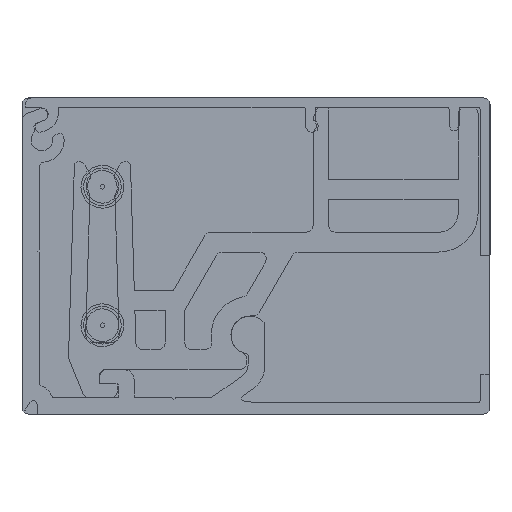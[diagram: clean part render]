
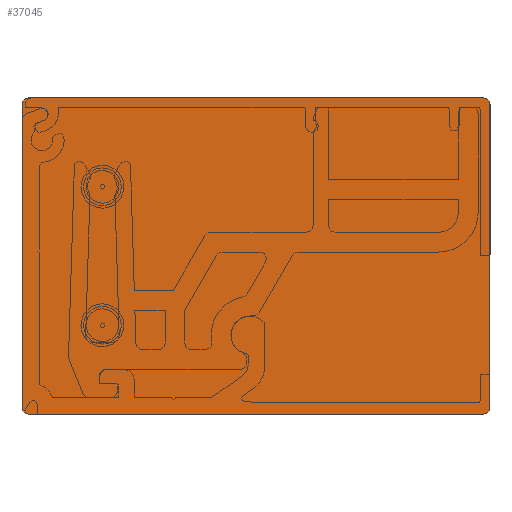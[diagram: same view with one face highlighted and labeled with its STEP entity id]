
A CAD part, front view. The second image highlights one B-rep face of the part: STEP entity #37045.
In plain terms, the highlighted face is planar.
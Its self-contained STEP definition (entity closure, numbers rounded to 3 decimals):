
#2496=PLANE('',#41108);
#4350=FACE_OUTER_BOUND('',#6428,.T.);
#6428=EDGE_LOOP('',(#34361,#34362,#34363,#34364,#34365,#34366,#34367,#34368));
#9450=LINE('',#70673,#12502);
#9453=LINE('',#70679,#12505);
#9454=LINE('',#70683,#12506);
#9455=LINE('',#70687,#12507);
#12502=VECTOR('',#50515,10.);
#12505=VECTOR('',#50520,10.);
#12506=VECTOR('',#50523,10.);
#12507=VECTOR('',#50526,10.);
#14021=CIRCLE('',#41105,1.);
#14023=CIRCLE('',#41109,1.);
#14024=CIRCLE('',#41110,1.);
#14025=CIRCLE('',#41111,1.);
#18390=VERTEX_POINT('',#70663);
#18391=VERTEX_POINT('',#70664);
#18394=VERTEX_POINT('',#70672);
#18396=VERTEX_POINT('',#70678);
#18397=VERTEX_POINT('',#70680);
#18398=VERTEX_POINT('',#70682);
#18399=VERTEX_POINT('',#70684);
#18400=VERTEX_POINT('',#70686);
#23729=EDGE_CURVE('',#18390,#18391,#14021,.T.);
#23733=EDGE_CURVE('',#18394,#18391,#9450,.T.);
#23736=EDGE_CURVE('',#18390,#18396,#9453,.T.);
#23737=EDGE_CURVE('',#18397,#18396,#14023,.T.);
#23738=EDGE_CURVE('',#18397,#18398,#9454,.T.);
#23739=EDGE_CURVE('',#18399,#18398,#14024,.T.);
#23740=EDGE_CURVE('',#18399,#18400,#9455,.T.);
#23741=EDGE_CURVE('',#18394,#18400,#14025,.T.);
#34361=ORIENTED_EDGE('',*,*,#23729,.F.);
#34362=ORIENTED_EDGE('',*,*,#23736,.T.);
#34363=ORIENTED_EDGE('',*,*,#23737,.F.);
#34364=ORIENTED_EDGE('',*,*,#23738,.T.);
#34365=ORIENTED_EDGE('',*,*,#23739,.F.);
#34366=ORIENTED_EDGE('',*,*,#23740,.T.);
#34367=ORIENTED_EDGE('',*,*,#23741,.F.);
#34368=ORIENTED_EDGE('',*,*,#23733,.T.);
#37045=ADVANCED_FACE('',(#4350),#2496,.T.);
#41105=AXIS2_PLACEMENT_3D('',#70665,#50507,#50508);
#41108=AXIS2_PLACEMENT_3D('',#70677,#50518,#50519);
#41109=AXIS2_PLACEMENT_3D('',#70681,#50521,#50522);
#41110=AXIS2_PLACEMENT_3D('',#70685,#50524,#50525);
#41111=AXIS2_PLACEMENT_3D('',#70688,#50527,#50528);
#50507=DIRECTION('center_axis',(0.,-1.,0.));
#50508=DIRECTION('ref_axis',(-0.707,0.,-0.707));
#50515=DIRECTION('',(-1.,0.,0.));
#50518=DIRECTION('center_axis',(0.,1.,0.));
#50519=DIRECTION('ref_axis',(0.,0.,1.));
#50520=DIRECTION('',(0.,0.,1.));
#50521=DIRECTION('center_axis',(0.,-1.,0.));
#50522=DIRECTION('ref_axis',(-0.707,0.,0.707));
#50523=DIRECTION('',(1.,0.,0.));
#50524=DIRECTION('center_axis',(0.,-1.,0.));
#50525=DIRECTION('ref_axis',(0.707,0.,0.707));
#50526=DIRECTION('',(0.,0.,-1.));
#50527=DIRECTION('center_axis',(0.,-1.,0.));
#50528=DIRECTION('ref_axis',(0.707,0.,-0.707));
#70663=CARTESIAN_POINT('',(-24.,2.,-34.5));
#70664=CARTESIAN_POINT('',(-23.,2.,-35.5));
#70665=CARTESIAN_POINT('Origin',(-23.,2.,-34.5));
#70672=CARTESIAN_POINT('',(23.,2.,-35.5));
#70673=CARTESIAN_POINT('',(24.,2.,-35.5));
#70677=CARTESIAN_POINT('Origin',(0.,2.,0.));
#70678=CARTESIAN_POINT('',(-24.,2.,34.5));
#70679=CARTESIAN_POINT('',(-24.,2.,-35.5));
#70680=CARTESIAN_POINT('',(-23.,2.,35.5));
#70681=CARTESIAN_POINT('Origin',(-23.,2.,34.5));
#70682=CARTESIAN_POINT('',(23.,2.,35.5));
#70683=CARTESIAN_POINT('',(-24.,2.,35.5));
#70684=CARTESIAN_POINT('',(24.,2.,34.5));
#70685=CARTESIAN_POINT('Origin',(23.,2.,34.5));
#70686=CARTESIAN_POINT('',(24.,2.,-34.5));
#70687=CARTESIAN_POINT('',(24.,2.,35.5));
#70688=CARTESIAN_POINT('Origin',(23.,2.,-34.5));
